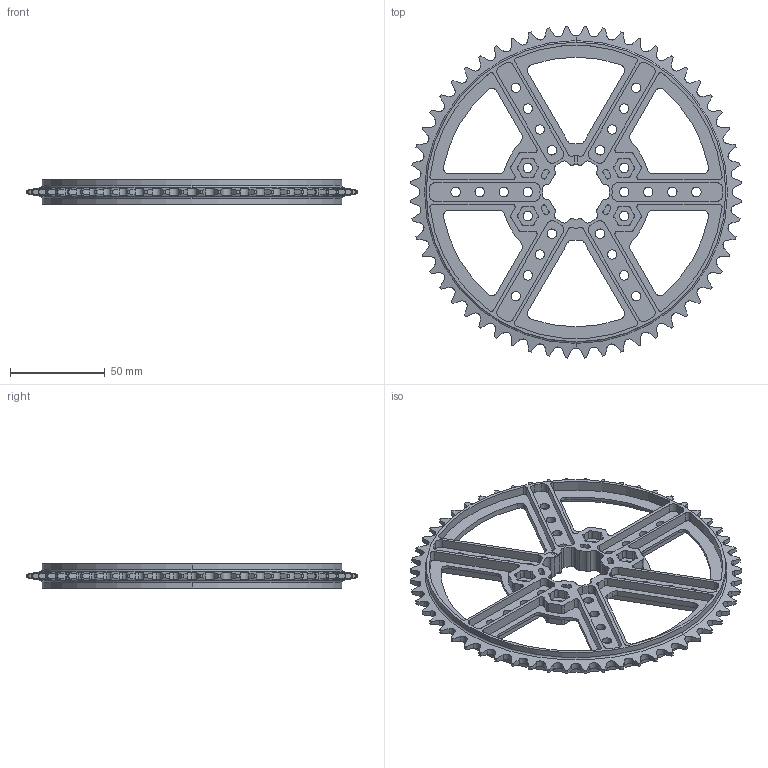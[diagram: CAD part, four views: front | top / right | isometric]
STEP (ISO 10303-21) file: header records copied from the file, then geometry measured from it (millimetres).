
FILE_DESCRIPTION (( 'STEP AP203' ), '1' );
FILE_NAME ('REV-21-3725.STEP', '2024-09-09T16:06:47', ( '' ), ( '' ), 'SwSTEP 2.0', 'SolidWorks 2022', '' );
FILE_SCHEMA (( 'CONFIG_CONTROL_DESIGN' ));
Length unit declared in the file: millimetre
Products named in the file (1): REV-21-3725
Bounding box: 175.16 x 175.16 x 12.7 mm (x, y, z)
Volume: 66374 mm3; surface area: 58944.6 mm2
Topology: 1 solids, 1 shells, 869 faces, 2483 edges, 1654 vertices
Faces by surface type: cylinder 673, plane 188, torus 4, cone 4
Entity records: 31586 total; most frequent: CARTESIAN_POINT 8361, ORIENTED_EDGE 4966, DIRECTION 4873, EDGE_CURVE 2483, AXIS2_PLACEMENT_3D 1880, VERTEX_POINT 1654, LINE 1113, VECTOR 1113
